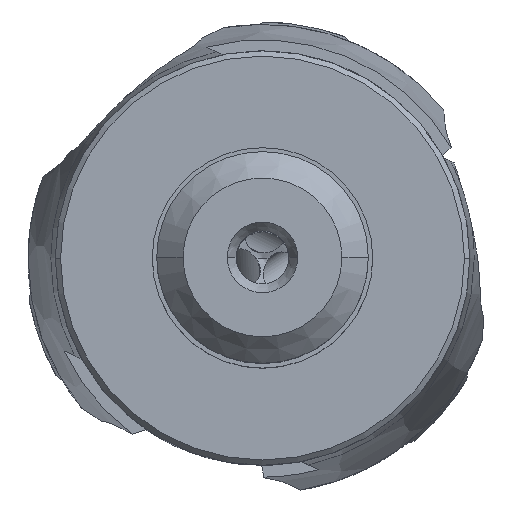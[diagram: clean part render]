
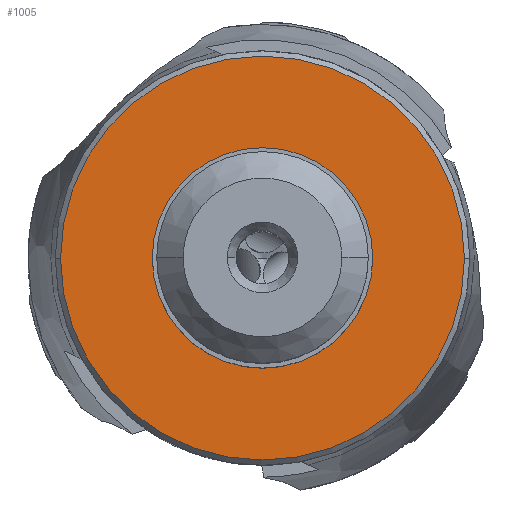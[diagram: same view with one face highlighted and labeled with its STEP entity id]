
A CAD part, top view. The second image highlights one B-rep face of the part: STEP entity #1005.
In plain terms, the highlighted planar face has unit normal (0, 0, 1).
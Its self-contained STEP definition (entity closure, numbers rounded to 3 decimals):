
#134=FACE_BOUND('',#1913,.T.);
#135=FACE_BOUND('',#1914,.T.);
#1005=ADVANCED_FACE('',(#134,#135),#1302,.T.);
#1302=PLANE('',#7945);
#1913=EDGE_LOOP('',(#3687,#3688,#3689));
#1914=EDGE_LOOP('',(#3690,#3691));
#2278=CIRCLE('',#7939,11.45);
#2279=CIRCLE('',#7940,11.45);
#2280=CIRCLE('',#7942,11.45);
#2281=CIRCLE('',#7943,6.25);
#2282=CIRCLE('',#7944,6.25);
#3687=ORIENTED_EDGE('',*,*,#6283,.F.);
#3688=ORIENTED_EDGE('',*,*,#6282,.F.);
#3689=ORIENTED_EDGE('',*,*,#6281,.F.);
#3690=ORIENTED_EDGE('',*,*,#6284,.F.);
#3691=ORIENTED_EDGE('',*,*,#6285,.F.);
#5332=VERTEX_POINT('',#15051);
#5333=VERTEX_POINT('',#15053);
#5334=VERTEX_POINT('',#15055);
#5335=VERTEX_POINT('',#15060);
#5336=VERTEX_POINT('',#15061);
#6281=EDGE_CURVE('',#5333,#5334,#2278,.T.);
#6282=EDGE_CURVE('',#5334,#5332,#2279,.T.);
#6283=EDGE_CURVE('',#5332,#5333,#2280,.T.);
#6284=EDGE_CURVE('',#5335,#5336,#2281,.T.);
#6285=EDGE_CURVE('',#5336,#5335,#2282,.T.);
#7939=AXIS2_PLACEMENT_3D('',#15054,#9384,#9385);
#7940=AXIS2_PLACEMENT_3D('',#15056,#9386,#9387);
#7942=AXIS2_PLACEMENT_3D('',#15058,#9390,#9391);
#7943=AXIS2_PLACEMENT_3D('',#15059,#9392,#9393);
#7944=AXIS2_PLACEMENT_3D('',#15062,#9394,#9395);
#7945=AXIS2_PLACEMENT_3D('',#15063,#9396,#9397);
#9384=DIRECTION('',(0.,0.,-1.));
#9385=DIRECTION('',(1.,0.,0.));
#9386=DIRECTION('',(0.,0.,-1.));
#9387=DIRECTION('',(0.,-1.,0.));
#9390=DIRECTION('',(0.,0.,-1.));
#9391=DIRECTION('',(-1.,0.,0.));
#9392=DIRECTION('',(0.,0.,1.));
#9393=DIRECTION('',(1.,0.,0.));
#9394=DIRECTION('',(0.,0.,1.));
#9395=DIRECTION('',(-1.,0.,0.));
#9396=DIRECTION('',(0.,0.,1.));
#9397=DIRECTION('',(-1.,0.,0.));
#15051=CARTESIAN_POINT('',(-11.45,0.,0.));
#15053=CARTESIAN_POINT('',(11.45,0.,0.));
#15054=CARTESIAN_POINT('',(0.,0.,0.));
#15055=CARTESIAN_POINT('',(0.,-11.45,0.));
#15056=CARTESIAN_POINT('',(0.,0.,0.));
#15058=CARTESIAN_POINT('',(0.,0.,0.));
#15059=CARTESIAN_POINT('',(0.,0.,0.));
#15060=CARTESIAN_POINT('',(6.25,0.,0.));
#15061=CARTESIAN_POINT('',(-6.25,0.,0.));
#15062=CARTESIAN_POINT('',(0.,0.,0.));
#15063=CARTESIAN_POINT('',(0.,0.,0.));
